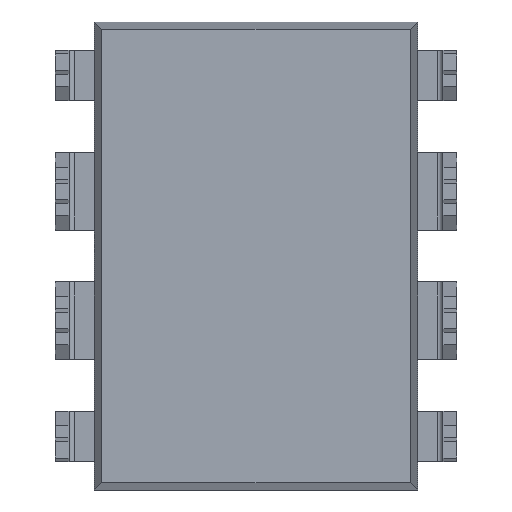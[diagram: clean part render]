
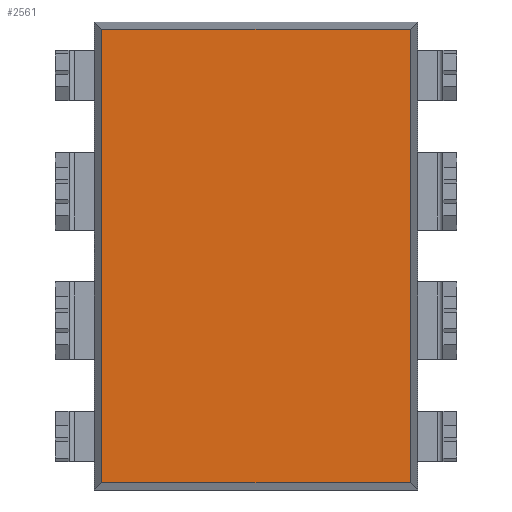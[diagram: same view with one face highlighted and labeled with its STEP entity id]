
A CAD part, front view. The second image highlights one B-rep face of the part: STEP entity #2561.
In plain terms, the highlighted planar face has unit normal (0, -1, 0).
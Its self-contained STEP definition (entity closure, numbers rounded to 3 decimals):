
#24 = EDGE_CURVE ( 'NONE', #3815, #1875, #1622, .T. ) ;
#38 = PLANE ( 'NONE',  #4203 ) ;
#218 = CARTESIAN_POINT ( 'NONE',  ( 3.034, 1.3, -4.459 ) ) ;
#564 = LINE ( 'NONE', #3782, #2037 ) ;
#788 = DIRECTION ( 'NONE',  ( -1., 0., 0. ) ) ;
#811 = VECTOR ( 'NONE', #3396, 1000. ) ;
#962 = DIRECTION ( 'NONE',  ( 0., 0., -1. ) ) ;
#1031 = ORIENTED_EDGE ( 'NONE', *, *, #2223, .T. ) ;
#1107 = DIRECTION ( 'NONE',  ( 0., 0., -1. ) ) ;
#1277 = VECTOR ( 'NONE', #962, 1000. ) ;
#1459 = CARTESIAN_POINT ( 'NONE',  ( 0., 1.3, 0. ) ) ;
#1622 = LINE ( 'NONE', #3442, #811 ) ;
#1778 = LINE ( 'NONE', #3378, #3453 ) ;
#1875 = VERTEX_POINT ( 'NONE', #218 ) ;
#1929 = ORIENTED_EDGE ( 'NONE', *, *, #3498, .T. ) ;
#2028 = CARTESIAN_POINT ( 'NONE',  ( -3.034, 1.3, 4.459 ) ) ;
#2037 = VECTOR ( 'NONE', #2400, 1000. ) ;
#2203 = EDGE_CURVE ( 'NONE', #1875, #3164, #564, .T. ) ;
#2223 = EDGE_CURVE ( 'NONE', #4463, #3815, #3743, .T. ) ;
#2348 = CARTESIAN_POINT ( 'NONE',  ( 3.034, 1.3, 4.459 ) ) ;
#2400 = DIRECTION ( 'NONE',  ( 0., 0., 1. ) ) ;
#2498 = ORIENTED_EDGE ( 'NONE', *, *, #2203, .T. ) ;
#2561 = ADVANCED_FACE ( 'NONE', ( #3227 ), #38, .T. ) ;
#2738 = CARTESIAN_POINT ( 'NONE',  ( -3.034, 1.3, 0. ) ) ;
#3164 = VERTEX_POINT ( 'NONE', #2348 ) ;
#3227 = FACE_OUTER_BOUND ( 'NONE', #4459, .T. ) ;
#3378 = CARTESIAN_POINT ( 'NONE',  ( 0., 1.3, 4.459 ) ) ;
#3396 = DIRECTION ( 'NONE',  ( 1., 0., 0. ) ) ;
#3442 = CARTESIAN_POINT ( 'NONE',  ( 0., 1.3, -4.459 ) ) ;
#3453 = VECTOR ( 'NONE', #788, 1000. ) ;
#3498 = EDGE_CURVE ( 'NONE', #3164, #4463, #1778, .T. ) ;
#3541 = DIRECTION ( 'NONE',  ( 0., -1., 0. ) ) ;
#3743 = LINE ( 'NONE', #2738, #1277 ) ;
#3782 = CARTESIAN_POINT ( 'NONE',  ( 3.034, 1.3, 0. ) ) ;
#3815 = VERTEX_POINT ( 'NONE', #3924 ) ;
#3924 = CARTESIAN_POINT ( 'NONE',  ( -3.034, 1.3, -4.459 ) ) ;
#4203 = AXIS2_PLACEMENT_3D ( 'NONE', #1459, #3541, #1107 ) ;
#4221 = ORIENTED_EDGE ( 'NONE', *, *, #24, .T. ) ;
#4459 = EDGE_LOOP ( 'NONE', ( #1031, #4221, #2498, #1929 ) ) ;
#4463 = VERTEX_POINT ( 'NONE', #2028 ) ;
